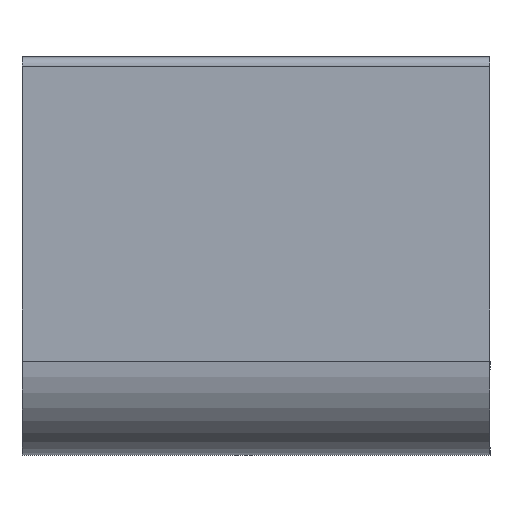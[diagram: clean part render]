
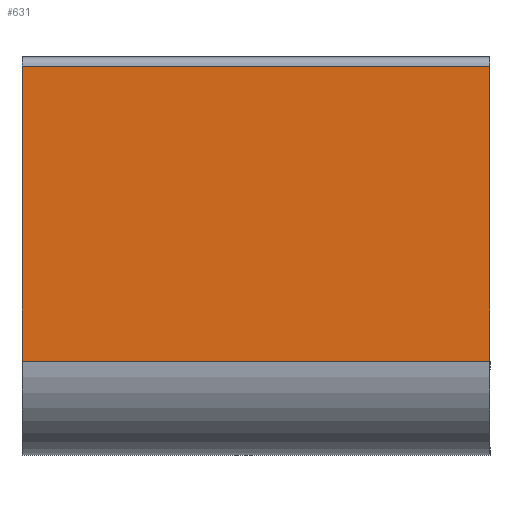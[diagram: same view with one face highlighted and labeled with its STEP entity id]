
A CAD part, top view. The second image highlights one B-rep face of the part: STEP entity #631.
In plain terms, the highlighted planar face has unit normal (0, 0, 1).
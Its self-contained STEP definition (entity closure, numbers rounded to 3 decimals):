
#36 = PLANE ( 'NONE',  #197 ) ;
#75 = ORIENTED_EDGE ( 'NONE', *, *, #474, .F. ) ;
#80 = EDGE_CURVE ( 'NONE', #527, #232, #86, .T. ) ;
#86 = LINE ( 'NONE', #615, #613 ) ;
#107 = DIRECTION ( 'NONE',  ( 0., 1., 0. ) ) ;
#143 = CARTESIAN_POINT ( 'NONE',  ( -134.688, -126.909, 20.138 ) ) ;
#144 = EDGE_CURVE ( 'NONE', #305, #344, #789, .T. ) ;
#188 = EDGE_LOOP ( 'NONE', ( #302, #229, #75, #265 ) ) ;
#197 = AXIS2_PLACEMENT_3D ( 'NONE', #308, #552, #756 ) ;
#222 = CARTESIAN_POINT ( 'NONE',  ( -114.688, -114.309, 20.138 ) ) ;
#229 = ORIENTED_EDGE ( 'NONE', *, *, #80, .T. ) ;
#232 = VERTEX_POINT ( 'NONE', #799 ) ;
#265 = ORIENTED_EDGE ( 'NONE', *, *, #144, .T. ) ;
#302 = ORIENTED_EDGE ( 'NONE', *, *, #757, .T. ) ;
#305 = VERTEX_POINT ( 'NONE', #328 ) ;
#308 = CARTESIAN_POINT ( 'NONE',  ( -124.688, -126.909, 20.138 ) ) ;
#328 = CARTESIAN_POINT ( 'NONE',  ( -134.688, -126.909, 20.138 ) ) ;
#336 = LINE ( 'NONE', #143, #393 ) ;
#344 = VERTEX_POINT ( 'NONE', #797 ) ;
#393 = VECTOR ( 'NONE', #738, 1000. ) ;
#407 = VECTOR ( 'NONE', #107, 1000. ) ;
#474 = EDGE_CURVE ( 'NONE', #305, #232, #336, .T. ) ;
#488 = FACE_OUTER_BOUND ( 'NONE', #188, .T. ) ;
#527 = VERTEX_POINT ( 'NONE', #222 ) ;
#552 = DIRECTION ( 'NONE',  ( 0., 0., -1. ) ) ;
#588 = LINE ( 'NONE', #711, #407 ) ;
#613 = VECTOR ( 'NONE', #835, 1000. ) ;
#615 = CARTESIAN_POINT ( 'NONE',  ( -124.688, -114.309, 20.138 ) ) ;
#631 = ADVANCED_FACE ( 'NONE', ( #488 ), #36, .F. ) ;
#711 = CARTESIAN_POINT ( 'NONE',  ( -114.688, -126.909, 20.138 ) ) ;
#715 = CARTESIAN_POINT ( 'NONE',  ( -124.688, -126.909, 20.138 ) ) ;
#738 = DIRECTION ( 'NONE',  ( 0., 1., 0. ) ) ;
#756 = DIRECTION ( 'NONE',  ( -1., 0., 0. ) ) ;
#757 = EDGE_CURVE ( 'NONE', #344, #527, #588, .T. ) ;
#761 = VECTOR ( 'NONE', #770, 1000. ) ;
#770 = DIRECTION ( 'NONE',  ( 1., 0., 0. ) ) ;
#789 = LINE ( 'NONE', #715, #761 ) ;
#797 = CARTESIAN_POINT ( 'NONE',  ( -114.688, -126.909, 20.138 ) ) ;
#799 = CARTESIAN_POINT ( 'NONE',  ( -134.688, -114.309, 20.138 ) ) ;
#835 = DIRECTION ( 'NONE',  ( -1., 0., 0. ) ) ;
